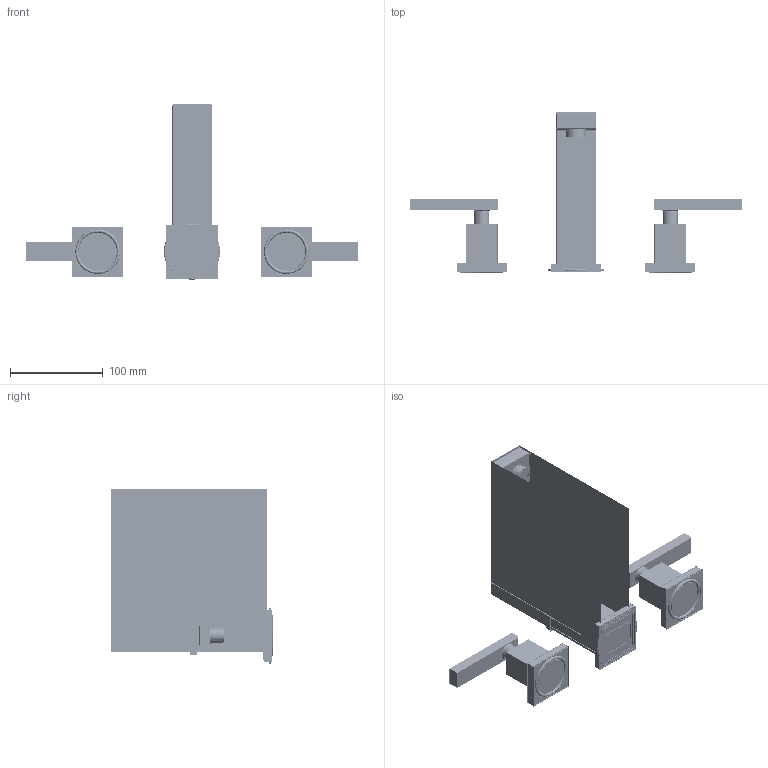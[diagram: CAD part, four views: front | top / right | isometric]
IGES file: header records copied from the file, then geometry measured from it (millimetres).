
Start section:  PTC IGES file: 2560c.igs
Global section: file name: 2560c.igs; native system: Creo Parametric by PTC Inc.; preprocessor: 2019352; author: NSantos; organization: Unknown; date: 20220505.130421; units: inch
Bounding box: 357.72 x 173.5 x 188.97 mm (x, y, z)
Surface area: 10357188.2 mm2 (no closed solid volume)
Topology: 0 solids, 0 shells, 3426 faces, 59677 edges, 79162 vertices
Faces by surface type: revolution 2042, bspline 1370, extrusion 14
